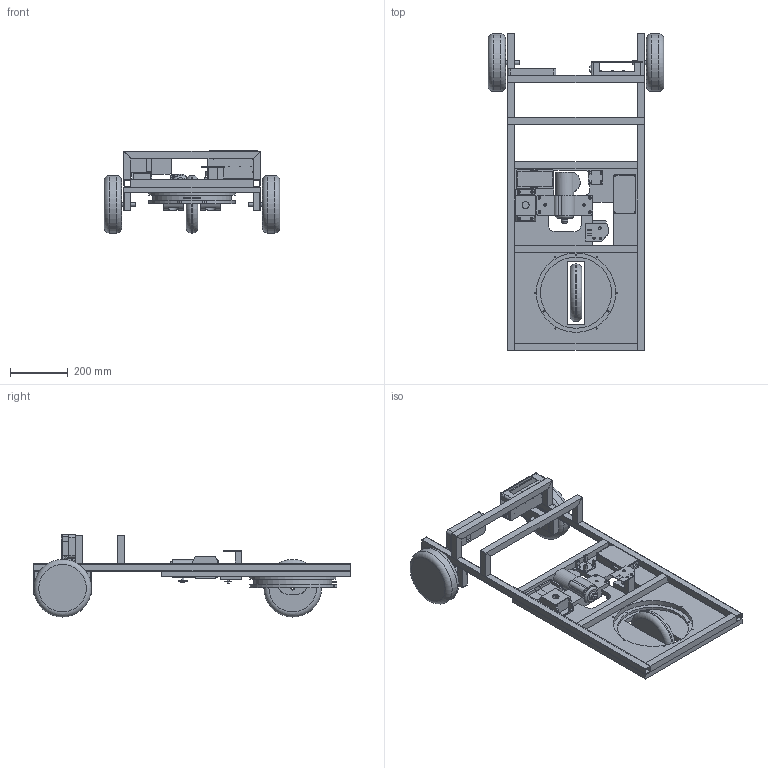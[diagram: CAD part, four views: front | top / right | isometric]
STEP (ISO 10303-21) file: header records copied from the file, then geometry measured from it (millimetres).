
FILE_DESCRIPTION(/* description */ (''),/* implementation_level */ '2;1');
FILE_NAME(/* name */ 'd403fb4a-2789-4f93-858f-7d612baf6f7a.stp',/* time_stamp */ '2022-07-02T10:19:24Z',/* author */ (''),/* organization */ (''),/* preprocessor_version */ 'ST-DEVELOPER v19',/* originating_system */ 'Autodesk Translation Framework v11.7.0.108',/* authorisation */ '');
FILE_SCHEMA (('AUTOMOTIVE_DESIGN { 1 0 10303 214 3 1 1 }'));
Length unit declared in the file: millimetre
Products named in the file (4): deepgram01; idler (2) v1; Electronics v10 v1; Odrive v1 v1
Assembly tree (3 placements, depth 2):
  deepgram01
    idler (2) v1
    Electronics v10 v1
    Odrive v1 v1
Bounding box: 610 x 1100 x 285.25 mm (x, y, z)
Volume: 14270051.4 mm3; surface area: 2337527.1 mm2
Topology: 40 solids, 40 shells, 760 faces, 1873 edges, 1222 vertices
Faces by surface type: plane 482, cylinder 211, cone 28, bspline 22, torus 17
Full cylindrical faces by diameter (mm): 2.8 x29, 3.8 x4, 4 x22, 4.5 x18, 5.4 x2, 6.5 x4, 7 x3, 8 x11, 10 x2, 12.4 x2, 14 x2, 15 x2, 16 x1, 21.897 x1, 22.3 x1, 22.436 x1, 24.5 x1, 25 x1, 30 x1, 62 x2, 200 x3, 247 x1, 272 x1, 276 x1, 300 x1
Entity records: 23527 total; most frequent: CARTESIAN_POINT 4722, DIRECTION 3797, ORIENTED_EDGE 3746, EDGE_CURVE 1873, LINE 1315, VECTOR 1315, AXIS2_PLACEMENT_3D 1241, VERTEX_POINT 1222
